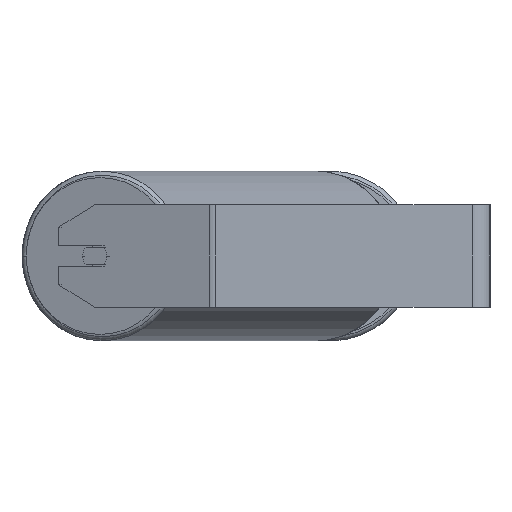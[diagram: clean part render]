
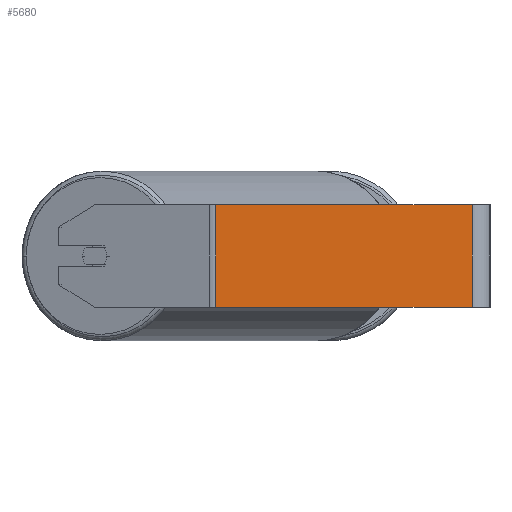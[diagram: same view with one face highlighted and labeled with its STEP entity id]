
A CAD part, left-side view. The second image highlights one B-rep face of the part: STEP entity #5680.
In plain terms, the highlighted planar face has unit normal (-1, 0, 0).
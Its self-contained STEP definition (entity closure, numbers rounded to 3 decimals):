
#198 = CARTESIAN_POINT ( 'NONE',  ( -800., 215.147, 40. ) ) ;
#434 = VERTEX_POINT ( 'NONE', #7102 ) ;
#813 = DIRECTION ( 'NONE',  ( 0., -1., 0. ) ) ;
#833 = DIRECTION ( 'NONE',  ( 0., 0., -1. ) ) ;
#1341 = VERTEX_POINT ( 'NONE', #7409 ) ;
#1449 = CARTESIAN_POINT ( 'NONE',  ( -800., 217.616, 40. ) ) ;
#1459 = PLANE ( 'NONE',  #4921 ) ;
#1472 = EDGE_CURVE ( 'NONE', #4987, #2067, #8120, .T. ) ;
#1486 = DIRECTION ( 'NONE',  ( 0., 0., -1. ) ) ;
#2067 = VERTEX_POINT ( 'NONE', #3276 ) ;
#2937 = VECTOR ( 'NONE', #813, 1000. ) ;
#3208 = VECTOR ( 'NONE', #4139, 1000. ) ;
#3276 = CARTESIAN_POINT ( 'NONE',  ( -800., 215.147, -40. ) ) ;
#3582 = ORIENTED_EDGE ( 'NONE', *, *, #5002, .T. ) ;
#3619 = CARTESIAN_POINT ( 'NONE',  ( -800., 217.616, 40. ) ) ;
#3808 = VECTOR ( 'NONE', #4386, 1000. ) ;
#4139 = DIRECTION ( 'NONE',  ( 0., -1., 0. ) ) ;
#4151 = FACE_OUTER_BOUND ( 'NONE', #4823, .T. ) ;
#4175 = CARTESIAN_POINT ( 'NONE',  ( -800., 217.616, -40. ) ) ;
#4386 = DIRECTION ( 'NONE',  ( 0., 0., -1. ) ) ;
#4404 = EDGE_CURVE ( 'NONE', #4987, #434, #7508, .T. ) ;
#4420 = ORIENTED_EDGE ( 'NONE', *, *, #1472, .T. ) ;
#4823 = EDGE_LOOP ( 'NONE', ( #3582, #7375, #6069, #4420 ) ) ;
#4921 = AXIS2_PLACEMENT_3D ( 'NONE', #3619, #6906, #833 ) ;
#4987 = VERTEX_POINT ( 'NONE', #8214 ) ;
#5002 = EDGE_CURVE ( 'NONE', #2067, #1341, #7538, .T. ) ;
#5227 = CARTESIAN_POINT ( 'NONE',  ( -800., 14., 40. ) ) ;
#5680 = ADVANCED_FACE ( 'NONE', ( #4151 ), #1459, .F. ) ;
#5719 = LINE ( 'NONE', #5227, #3808 ) ;
#6069 = ORIENTED_EDGE ( 'NONE', *, *, #4404, .F. ) ;
#6609 = EDGE_CURVE ( 'NONE', #434, #1341, #5719, .T. ) ;
#6873 = VECTOR ( 'NONE', #1486, 1000. ) ;
#6906 = DIRECTION ( 'NONE',  ( 1., 0., 0. ) ) ;
#7102 = CARTESIAN_POINT ( 'NONE',  ( -800., 14., 40. ) ) ;
#7375 = ORIENTED_EDGE ( 'NONE', *, *, #6609, .F. ) ;
#7409 = CARTESIAN_POINT ( 'NONE',  ( -800., 14., -40. ) ) ;
#7508 = LINE ( 'NONE', #1449, #3208 ) ;
#7538 = LINE ( 'NONE', #4175, #2937 ) ;
#8120 = LINE ( 'NONE', #198, #6873 ) ;
#8214 = CARTESIAN_POINT ( 'NONE',  ( -800., 215.147, 40. ) ) ;
